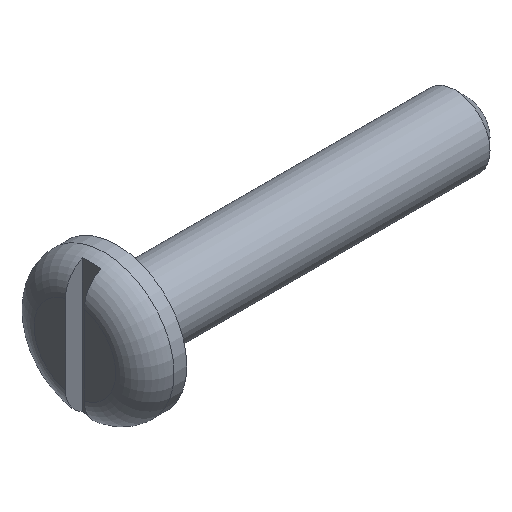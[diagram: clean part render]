
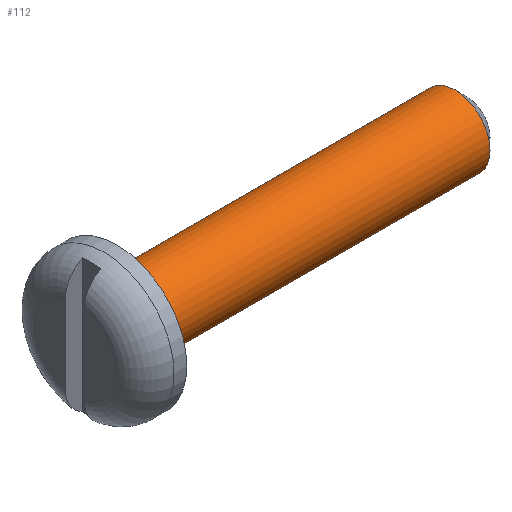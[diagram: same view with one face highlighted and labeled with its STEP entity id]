
A CAD part, isometric view. The second image highlights one B-rep face of the part: STEP entity #112.
In plain terms, the highlighted cylindrical face has radius 3 mm (diameter 6 mm), a full revolution.
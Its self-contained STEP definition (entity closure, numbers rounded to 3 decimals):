
#112=ADVANCED_FACE('',(#177,#179),#181,.T.);
#177=FACE_OUTER_BOUND('',#178,.T.);
#178=EDGE_LOOP('',(#233));
#179=FACE_OUTER_BOUND('',#180,.T.);
#180=EDGE_LOOP('',(#234));
#181=CYLINDRICAL_SURFACE('',#182,3.);
#182=AXIS2_PLACEMENT_3D('',#183,#184,#185);
#183=CARTESIAN_POINT('',(30.,0.,0.));
#184=DIRECTION('',(-1.,0.,0.));
#185=DIRECTION('',(0.,0.,-1.));
#233=ORIENTED_EDGE('',*,*,#254,.T.);
#234=ORIENTED_EDGE('',*,*,#253,.F.);
#253=EDGE_CURVE('',#282,#282,#283,.T.);
#254=EDGE_CURVE('',#284,#284,#285,.T.);
#282=VERTEX_POINT('',#473);
#283=CIRCLE('',#474,3.);
#284=VERTEX_POINT('',#478);
#285=CIRCLE('',#479,3.);
#473=CARTESIAN_POINT('',(0.,0.,-3.));
#474=AXIS2_PLACEMENT_3D('',#475,#476,#477);
#475=CARTESIAN_POINT('',(0.,0.,0.));
#476=DIRECTION('',(-1.,0.,0.));
#477=DIRECTION('',(0.,0.,-1.));
#478=CARTESIAN_POINT('',(29.,0.,-3.));
#479=AXIS2_PLACEMENT_3D('',#480,#481,#482);
#480=CARTESIAN_POINT('',(29.,0.,0.));
#481=DIRECTION('',(-1.,0.,0.));
#482=DIRECTION('',(0.,0.,-1.));
